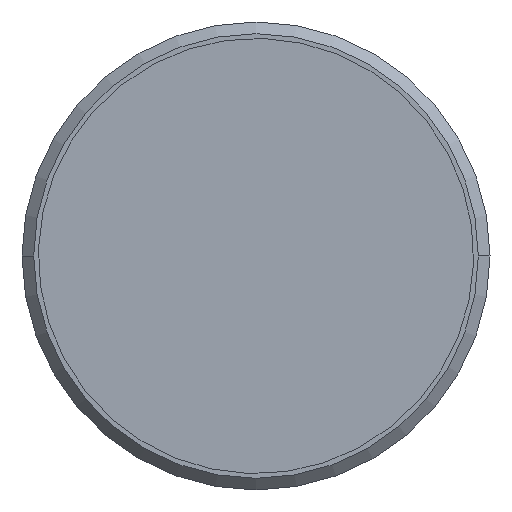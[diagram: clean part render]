
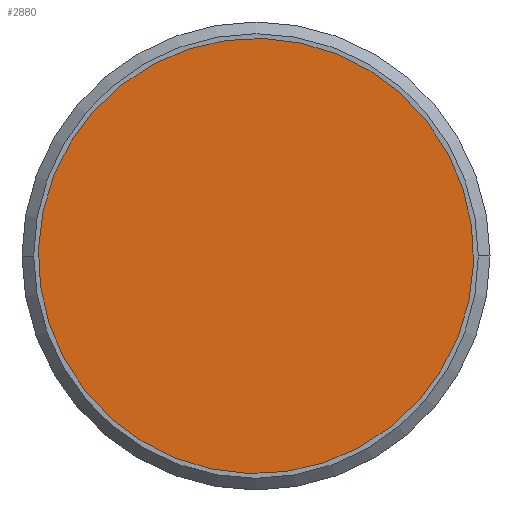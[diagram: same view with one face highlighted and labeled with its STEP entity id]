
A CAD part, left-side view. The second image highlights one B-rep face of the part: STEP entity #2880.
In plain terms, the highlighted planar face has unit normal (-1, 0, 0).
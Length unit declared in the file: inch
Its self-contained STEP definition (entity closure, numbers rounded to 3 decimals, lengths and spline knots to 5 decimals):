
#141 = FACE_OUTER_BOUND ( 'NONE', #3266, .T. ) ;
#434 = ORIENTED_EDGE ( 'NONE', *, *, #529, .F. ) ;
#529 = EDGE_CURVE ( 'NONE', #3603, #1732, #2753, .T. ) ;
#615 = CARTESIAN_POINT ( 'NONE',  ( -3.1063, 0., 0. ) ) ;
#828 = DIRECTION ( 'NONE',  ( 1., 0., 0. ) ) ;
#984 = ORIENTED_EDGE ( 'NONE', *, *, #2242, .F. ) ;
#1121 = CARTESIAN_POINT ( 'NONE',  ( -3.1063, 0., 0. ) ) ;
#1304 = DIRECTION ( 'NONE',  ( 0., -0.528, 0.849 ) ) ;
#1681 = CARTESIAN_POINT ( 'NONE',  ( -3.1063, 0., 0. ) ) ;
#1732 = VERTEX_POINT ( 'NONE', #2007 ) ;
#1798 = CARTESIAN_POINT ( 'NONE',  ( -3.1063, 0.29024, -0.46626 ) ) ;
#1923 = DIRECTION ( 'NONE',  ( 1., 0., 0. ) ) ;
#2007 = CARTESIAN_POINT ( 'NONE',  ( -3.1063, -0.29024, 0.46626 ) ) ;
#2167 = CIRCLE ( 'NONE', #3524, 0.54921 ) ;
#2242 = EDGE_CURVE ( 'NONE', #1732, #3603, #2167, .T. ) ;
#2313 = DIRECTION ( 'NONE',  ( -1., 0., 0. ) ) ;
#2553 = PLANE ( 'NONE',  #2958 ) ;
#2753 = CIRCLE ( 'NONE', #3345, 0.54921 ) ;
#2880 = ADVANCED_FACE ( 'NONE', ( #141 ), #2553, .T. ) ;
#2958 = AXIS2_PLACEMENT_3D ( 'NONE', #615, #2313, #3399 ) ;
#3266 = EDGE_LOOP ( 'NONE', ( #984, #434 ) ) ;
#3345 = AXIS2_PLACEMENT_3D ( 'NONE', #1121, #1923, #3350 ) ;
#3350 = DIRECTION ( 'NONE',  ( 0., -0.528, 0.849 ) ) ;
#3399 = DIRECTION ( 'NONE',  ( 0., 0.528, -0.849 ) ) ;
#3524 = AXIS2_PLACEMENT_3D ( 'NONE', #1681, #828, #1304 ) ;
#3603 = VERTEX_POINT ( 'NONE', #1798 ) ;
